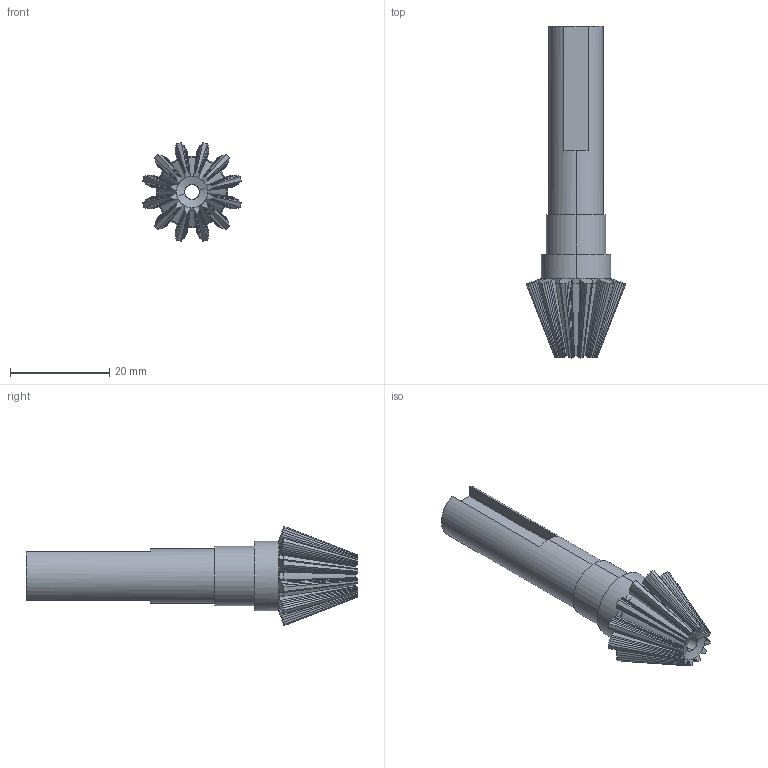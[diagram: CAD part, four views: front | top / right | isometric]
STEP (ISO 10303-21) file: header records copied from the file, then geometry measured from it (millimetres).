
FILE_DESCRIPTION (( 'STEP AP203' ), '1' );
FILE_NAME ('Small Bevel Gear.STEP', '2025-12-09T16:42:50', ( '' ), ( '' ), 'SwSTEP 2.0', 'SolidWorks 2025', '' );
FILE_SCHEMA (( 'CONFIG_CONTROL_DESIGN' ));
Length unit declared in the file: millimetre
Products named in the file (1): Small Bevel Gear
Bounding box: 20 x 66.91 x 20 mm (x, y, z)
Volume: 6114.2 mm3; surface area: 4260.3 mm2
Topology: 1 solids, 1 shells, 293 faces, 853 edges, 564 vertices
Faces by surface type: plane 234, cone 38, cylinder 21
Entity records: 9822 total; most frequent: CARTESIAN_POINT 2323, ORIENTED_EDGE 1706, DIRECTION 1357, EDGE_CURVE 853, LINE 577, VECTOR 577, VERTEX_POINT 564, AXIS2_PLACEMENT_3D 390
